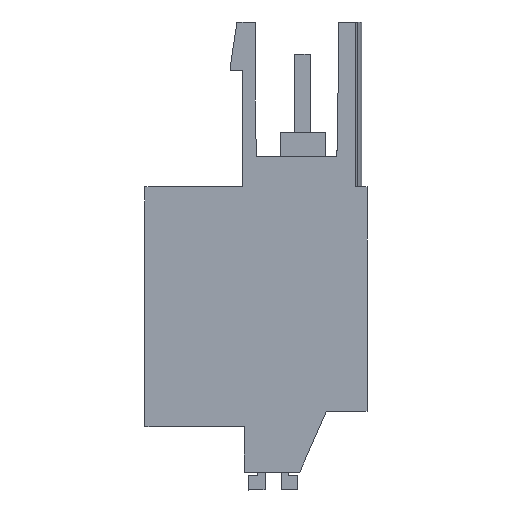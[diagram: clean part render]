
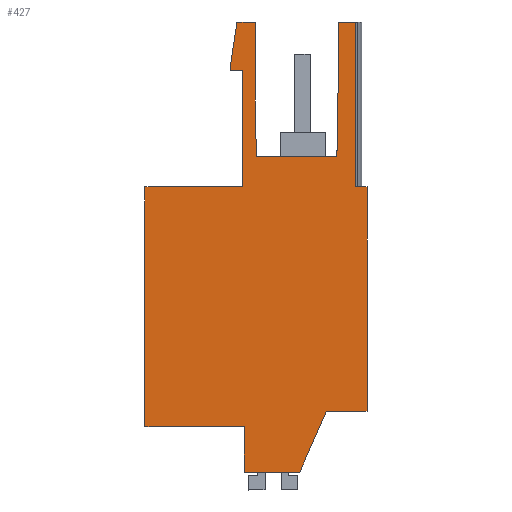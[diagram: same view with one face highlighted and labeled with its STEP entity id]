
A CAD part, left-side view. The second image highlights one B-rep face of the part: STEP entity #427.
In plain terms, the highlighted planar face has unit normal (-1, 0, 0).
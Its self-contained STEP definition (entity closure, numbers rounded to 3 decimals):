
#271=AXIS2_PLACEMENT_3D('Plane Axis2P3D',#268,#269,#270) ;
#42=CARTESIAN_POINT('Vertex',(0.,2.6,5.043)) ;
#45=CARTESIAN_POINT('Line Origine',(0.,3.45,3.093)) ;
#49=CARTESIAN_POINT('Vertex',(0.,4.3,1.143)) ;
#82=CARTESIAN_POINT('Vertex',(0.,0.,5.043)) ;
#85=CARTESIAN_POINT('Line Origine',(0.,1.3,5.043)) ;
#268=CARTESIAN_POINT('Axis2P3D Location',(0.,6.8,19.383)) ;
#273=CARTESIAN_POINT('Line Origine',(0.,7.158,27.858)) ;
#277=CARTESIAN_POINT('Vertex',(0.,7.158,25.783)) ;
#279=CARTESIAN_POINT('Vertex',(0.,7.158,29.933)) ;
#282=CARTESIAN_POINT('Line Origine',(0.,7.738,29.933)) ;
#286=CARTESIAN_POINT('Vertex',(0.,8.318,29.933)) ;
#289=CARTESIAN_POINT('Line Origine',(0.,8.528,28.533)) ;
#293=CARTESIAN_POINT('Vertex',(0.,8.738,27.133)) ;
#296=CARTESIAN_POINT('Line Origine',(0.,8.738,26.973)) ;
#300=CARTESIAN_POINT('Vertex',(0.,8.738,26.813)) ;
#303=CARTESIAN_POINT('Line Origine',(0.,8.353,26.813)) ;
#307=CARTESIAN_POINT('Vertex',(0.,7.968,26.813)) ;
#310=CARTESIAN_POINT('Line Origine',(0.,7.968,23.098)) ;
#314=CARTESIAN_POINT('Vertex',(0.,7.968,19.383)) ;
#317=CARTESIAN_POINT('Line Origine',(0.,11.084,19.383)) ;
#321=CARTESIAN_POINT('Vertex',(0.,14.2,19.383)) ;
#324=CARTESIAN_POINT('Line Origine',(0.,14.2,11.713)) ;
#328=CARTESIAN_POINT('Vertex',(0.,14.2,4.043)) ;
#331=CARTESIAN_POINT('Line Origine',(0.,11.025,4.043)) ;
#335=CARTESIAN_POINT('Vertex',(0.,7.85,4.043)) ;
#338=CARTESIAN_POINT('Line Origine',(0.,7.85,2.593)) ;
#342=CARTESIAN_POINT('Vertex',(0.,7.85,1.143)) ;
#345=CARTESIAN_POINT('Line Origine',(0.,6.075,1.143)) ;
#350=CARTESIAN_POINT('Line Origine',(0.,0.,12.213)) ;
#354=CARTESIAN_POINT('Vertex',(0.,0.,19.383)) ;
#357=CARTESIAN_POINT('Line Origine',(0.,0.361,19.383)) ;
#361=CARTESIAN_POINT('Vertex',(0.,0.723,19.383)) ;
#364=CARTESIAN_POINT('Line Origine',(0.,0.723,24.658)) ;
#368=CARTESIAN_POINT('Vertex',(0.,0.723,29.933)) ;
#371=CARTESIAN_POINT('Line Origine',(0.,1.285,29.933)) ;
#375=CARTESIAN_POINT('Vertex',(0.,1.848,29.933)) ;
#378=CARTESIAN_POINT('Line Origine',(0.,1.848,27.858)) ;
#382=CARTESIAN_POINT('Vertex',(0.,1.848,25.783)) ;
#385=CARTESIAN_POINT('Line Origine',(0.,1.887,23.558)) ;
#389=CARTESIAN_POINT('Vertex',(0.,1.926,21.333)) ;
#392=CARTESIAN_POINT('Line Origine',(0.,4.503,21.333)) ;
#396=CARTESIAN_POINT('Vertex',(0.,7.08,21.333)) ;
#399=CARTESIAN_POINT('Line Origine',(0.,7.119,23.558)) ;
#46=DIRECTION('Vector Direction',(0.,-0.4,0.917)) ;
#86=DIRECTION('Vector Direction',(0.,-1.,0.)) ;
#269=DIRECTION('Axis2P3D Direction',(-1.,0.,0.)) ;
#270=DIRECTION('Axis2P3D XDirection',(0.,1.,0.)) ;
#274=DIRECTION('Vector Direction',(0.,0.,1.)) ;
#283=DIRECTION('Vector Direction',(0.,1.,0.)) ;
#290=DIRECTION('Vector Direction',(0.,0.148,-0.989)) ;
#297=DIRECTION('Vector Direction',(0.,0.,-1.)) ;
#304=DIRECTION('Vector Direction',(0.,1.,0.)) ;
#311=DIRECTION('Vector Direction',(0.,0.,1.)) ;
#318=DIRECTION('Vector Direction',(0.,1.,0.)) ;
#325=DIRECTION('Vector Direction',(0.,0.,-1.)) ;
#332=DIRECTION('Vector Direction',(0.,-1.,0.)) ;
#339=DIRECTION('Vector Direction',(0.,0.,-1.)) ;
#346=DIRECTION('Vector Direction',(0.,-1.,0.)) ;
#351=DIRECTION('Vector Direction',(0.,0.,1.)) ;
#358=DIRECTION('Vector Direction',(0.,1.,0.)) ;
#365=DIRECTION('Vector Direction',(0.,0.,-1.)) ;
#372=DIRECTION('Vector Direction',(0.,1.,0.)) ;
#379=DIRECTION('Vector Direction',(0.,0.,1.)) ;
#386=DIRECTION('Vector Direction',(0.,0.017,-1.)) ;
#393=DIRECTION('Vector Direction',(0.,-1.,0.)) ;
#400=DIRECTION('Vector Direction',(0.,-0.017,-1.)) ;
#47=VECTOR('Line Direction',#46,1.) ;
#87=VECTOR('Line Direction',#86,1.) ;
#275=VECTOR('Line Direction',#274,1.) ;
#284=VECTOR('Line Direction',#283,1.) ;
#291=VECTOR('Line Direction',#290,1.) ;
#298=VECTOR('Line Direction',#297,1.) ;
#305=VECTOR('Line Direction',#304,1.) ;
#312=VECTOR('Line Direction',#311,1.) ;
#319=VECTOR('Line Direction',#318,1.) ;
#326=VECTOR('Line Direction',#325,1.) ;
#333=VECTOR('Line Direction',#332,1.) ;
#340=VECTOR('Line Direction',#339,1.) ;
#347=VECTOR('Line Direction',#346,1.) ;
#352=VECTOR('Line Direction',#351,1.) ;
#359=VECTOR('Line Direction',#358,1.) ;
#366=VECTOR('Line Direction',#365,1.) ;
#373=VECTOR('Line Direction',#372,1.) ;
#380=VECTOR('Line Direction',#379,1.) ;
#387=VECTOR('Line Direction',#386,1.) ;
#394=VECTOR('Line Direction',#393,1.) ;
#401=VECTOR('Line Direction',#400,1.) ;
#405=ORIENTED_EDGE('',*,*,#281,.T.) ;
#406=ORIENTED_EDGE('',*,*,#288,.T.) ;
#407=ORIENTED_EDGE('',*,*,#295,.T.) ;
#408=ORIENTED_EDGE('',*,*,#302,.T.) ;
#409=ORIENTED_EDGE('',*,*,#309,.F.) ;
#410=ORIENTED_EDGE('',*,*,#316,.F.) ;
#411=ORIENTED_EDGE('',*,*,#323,.T.) ;
#412=ORIENTED_EDGE('',*,*,#330,.T.) ;
#413=ORIENTED_EDGE('',*,*,#337,.T.) ;
#414=ORIENTED_EDGE('',*,*,#344,.T.) ;
#415=ORIENTED_EDGE('',*,*,#349,.T.) ;
#416=ORIENTED_EDGE('',*,*,#51,.T.) ;
#417=ORIENTED_EDGE('',*,*,#89,.T.) ;
#418=ORIENTED_EDGE('',*,*,#356,.T.) ;
#419=ORIENTED_EDGE('',*,*,#363,.T.) ;
#420=ORIENTED_EDGE('',*,*,#370,.F.) ;
#421=ORIENTED_EDGE('',*,*,#377,.T.) ;
#422=ORIENTED_EDGE('',*,*,#384,.F.) ;
#423=ORIENTED_EDGE('',*,*,#391,.T.) ;
#424=ORIENTED_EDGE('',*,*,#398,.F.) ;
#425=ORIENTED_EDGE('',*,*,#403,.F.) ;
#427=ADVANCED_FACE('HOUSING',(#426),#272,.T.) ;
#51=EDGE_CURVE('',#50,#43,#48,.T.) ;
#89=EDGE_CURVE('',#43,#83,#88,.T.) ;
#281=EDGE_CURVE('',#278,#280,#276,.T.) ;
#288=EDGE_CURVE('',#280,#287,#285,.T.) ;
#295=EDGE_CURVE('',#287,#294,#292,.T.) ;
#302=EDGE_CURVE('',#294,#301,#299,.T.) ;
#309=EDGE_CURVE('',#308,#301,#306,.T.) ;
#316=EDGE_CURVE('',#315,#308,#313,.T.) ;
#323=EDGE_CURVE('',#315,#322,#320,.T.) ;
#330=EDGE_CURVE('',#322,#329,#327,.T.) ;
#337=EDGE_CURVE('',#329,#336,#334,.T.) ;
#344=EDGE_CURVE('',#336,#343,#341,.T.) ;
#349=EDGE_CURVE('',#343,#50,#348,.T.) ;
#356=EDGE_CURVE('',#83,#355,#353,.T.) ;
#363=EDGE_CURVE('',#355,#362,#360,.T.) ;
#370=EDGE_CURVE('',#369,#362,#367,.T.) ;
#377=EDGE_CURVE('',#369,#376,#374,.T.) ;
#384=EDGE_CURVE('',#383,#376,#381,.T.) ;
#391=EDGE_CURVE('',#383,#390,#388,.T.) ;
#398=EDGE_CURVE('',#397,#390,#395,.T.) ;
#403=EDGE_CURVE('',#278,#397,#402,.T.) ;
#404=EDGE_LOOP('',(#405,#406,#407,#408,#409,#410,#411,#412,#413,#414,#415,#416,#417,#418,#419,#420,#421,#422,#423,#424,#425)) ;
#426=FACE_OUTER_BOUND('',#404,.T.) ;
#48=LINE('Line',#45,#47) ;
#88=LINE('Line',#85,#87) ;
#276=LINE('Line',#273,#275) ;
#285=LINE('Line',#282,#284) ;
#292=LINE('Line',#289,#291) ;
#299=LINE('Line',#296,#298) ;
#306=LINE('Line',#303,#305) ;
#313=LINE('Line',#310,#312) ;
#320=LINE('Line',#317,#319) ;
#327=LINE('Line',#324,#326) ;
#334=LINE('Line',#331,#333) ;
#341=LINE('Line',#338,#340) ;
#348=LINE('Line',#345,#347) ;
#353=LINE('Line',#350,#352) ;
#360=LINE('Line',#357,#359) ;
#367=LINE('Line',#364,#366) ;
#374=LINE('Line',#371,#373) ;
#381=LINE('Line',#378,#380) ;
#388=LINE('Line',#385,#387) ;
#395=LINE('Line',#392,#394) ;
#402=LINE('Line',#399,#401) ;
#272=PLANE('',#271) ;
#43=VERTEX_POINT('',#42) ;
#50=VERTEX_POINT('',#49) ;
#83=VERTEX_POINT('',#82) ;
#278=VERTEX_POINT('',#277) ;
#280=VERTEX_POINT('',#279) ;
#287=VERTEX_POINT('',#286) ;
#294=VERTEX_POINT('',#293) ;
#301=VERTEX_POINT('',#300) ;
#308=VERTEX_POINT('',#307) ;
#315=VERTEX_POINT('',#314) ;
#322=VERTEX_POINT('',#321) ;
#329=VERTEX_POINT('',#328) ;
#336=VERTEX_POINT('',#335) ;
#343=VERTEX_POINT('',#342) ;
#355=VERTEX_POINT('',#354) ;
#362=VERTEX_POINT('',#361) ;
#369=VERTEX_POINT('',#368) ;
#376=VERTEX_POINT('',#375) ;
#383=VERTEX_POINT('',#382) ;
#390=VERTEX_POINT('',#389) ;
#397=VERTEX_POINT('',#396) ;
